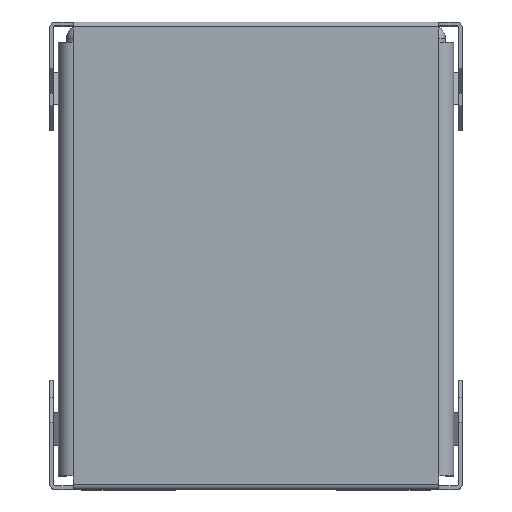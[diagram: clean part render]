
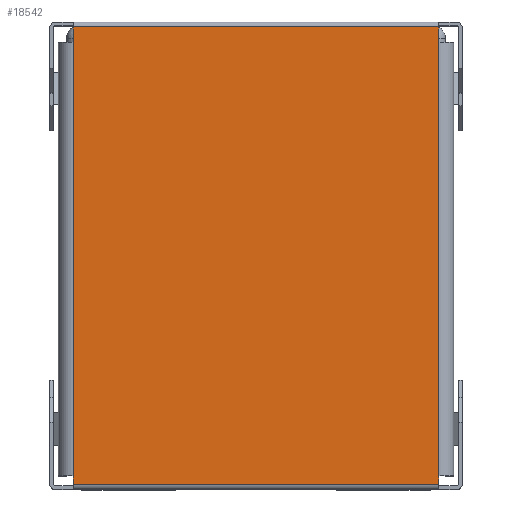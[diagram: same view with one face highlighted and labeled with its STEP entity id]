
A CAD part, top view. The second image highlights one B-rep face of the part: STEP entity #18542.
In plain terms, the highlighted planar face has unit normal (0, 0, 1).
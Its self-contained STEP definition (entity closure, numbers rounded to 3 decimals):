
#22 = VERTEX_POINT('',#23);
#23 = CARTESIAN_POINT('',(-2.85,-14.,13.3));
#40 = VERTEX_POINT('',#41);
#41 = CARTESIAN_POINT('',(11.85,-14.,13.3));
#179 = EDGE_CURVE('',#22,#180,#182,.T.);
#180 = VERTEX_POINT('',#181);
#181 = CARTESIAN_POINT('',(-2.85,-14.35,13.3));
#182 = LINE('',#183,#184);
#183 = CARTESIAN_POINT('',(-2.85,-14.,13.3));
#184 = VECTOR('',#185,1.);
#185 = DIRECTION('',(0.,-1.,0.));
#229 = VERTEX_POINT('',#230);
#230 = CARTESIAN_POINT('',(-2.85,4.05,13.3));
#237 = EDGE_CURVE('',#229,#238,#240,.T.);
#238 = VERTEX_POINT('',#239);
#239 = CARTESIAN_POINT('',(-2.85,3.43,13.3));
#240 = LINE('',#241,#242);
#241 = CARTESIAN_POINT('',(-2.85,4.05,13.3));
#242 = VECTOR('',#243,1.);
#243 = DIRECTION('',(0.,-1.,0.));
#16813 = VERTEX_POINT('',#16814);
#16814 = CARTESIAN_POINT('',(11.85,-14.35,13.3));
#16821 = EDGE_CURVE('',#40,#16813,#16822,.T.);
#16822 = LINE('',#16823,#16824);
#16823 = CARTESIAN_POINT('',(11.85,-14.,13.3));
#16824 = VECTOR('',#16825,1.);
#16825 = DIRECTION('',(0.,-1.,0.));
#16879 = VERTEX_POINT('',#16880);
#16880 = CARTESIAN_POINT('',(11.85,3.43,13.3));
#16886 = EDGE_CURVE('',#16887,#16879,#16889,.T.);
#16887 = VERTEX_POINT('',#16888);
#16888 = CARTESIAN_POINT('',(11.85,4.05,13.3));
#16889 = LINE('',#16890,#16891);
#16890 = CARTESIAN_POINT('',(11.85,4.05,13.3));
#16891 = VECTOR('',#16892,1.);
#16892 = DIRECTION('',(0.,-1.,0.));
#18531 = EDGE_CURVE('',#180,#16813,#18532,.T.);
#18532 = LINE('',#18533,#18534);
#18533 = CARTESIAN_POINT('',(-2.85,-14.35,13.3));
#18534 = VECTOR('',#18535,1.);
#18535 = DIRECTION('',(1.,0.,0.));
#18542 = ADVANCED_FACE('',(#18543),#18568,.T.);
#18543 = FACE_BOUND('',#18544,.F.);
#18544 = EDGE_LOOP('',(#18545,#18551,#18552,#18558,#18559,#18565,#18566,
    #18567));
#18545 = ORIENTED_EDGE('',*,*,#18546,.F.);
#18546 = EDGE_CURVE('',#238,#22,#18547,.T.);
#18547 = LINE('',#18548,#18549);
#18548 = CARTESIAN_POINT('',(-2.85,3.43,13.3));
#18549 = VECTOR('',#18550,1.);
#18550 = DIRECTION('',(0.,-1.,0.));
#18551 = ORIENTED_EDGE('',*,*,#237,.F.);
#18552 = ORIENTED_EDGE('',*,*,#18553,.T.);
#18553 = EDGE_CURVE('',#229,#16887,#18554,.T.);
#18554 = LINE('',#18555,#18556);
#18555 = CARTESIAN_POINT('',(-2.85,4.05,13.3));
#18556 = VECTOR('',#18557,1.);
#18557 = DIRECTION('',(1.,0.,0.));
#18558 = ORIENTED_EDGE('',*,*,#16886,.T.);
#18559 = ORIENTED_EDGE('',*,*,#18560,.T.);
#18560 = EDGE_CURVE('',#16879,#40,#18561,.T.);
#18561 = LINE('',#18562,#18563);
#18562 = CARTESIAN_POINT('',(11.85,3.43,13.3));
#18563 = VECTOR('',#18564,1.);
#18564 = DIRECTION('',(0.,-1.,0.));
#18565 = ORIENTED_EDGE('',*,*,#16821,.T.);
#18566 = ORIENTED_EDGE('',*,*,#18531,.F.);
#18567 = ORIENTED_EDGE('',*,*,#179,.F.);
#18568 = PLANE('',#18569);
#18569 = AXIS2_PLACEMENT_3D('',#18570,#18571,#18572);
#18570 = CARTESIAN_POINT('',(11.85,-14.,13.3));
#18571 = DIRECTION('',(0.,0.,1.));
#18572 = DIRECTION('',(-1.,0.,0.));
